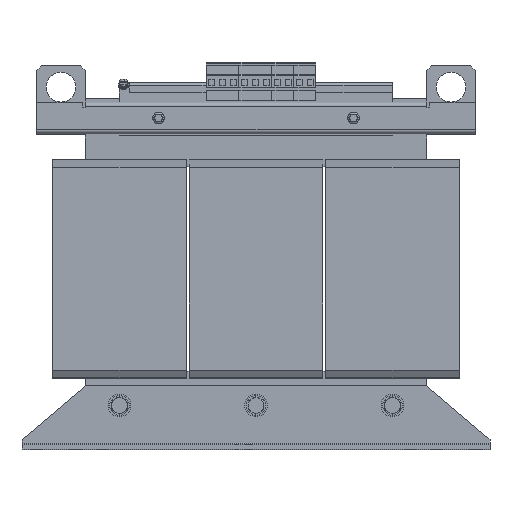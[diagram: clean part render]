
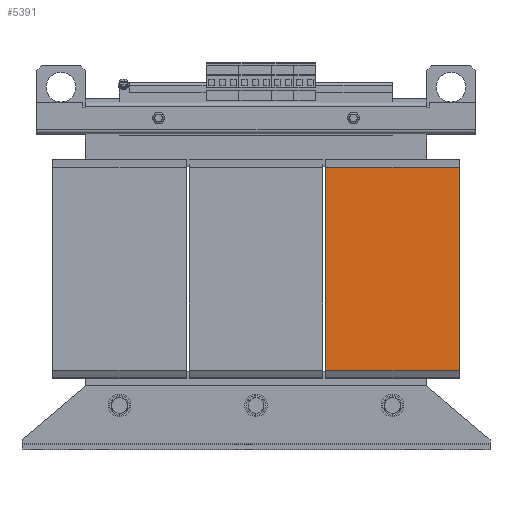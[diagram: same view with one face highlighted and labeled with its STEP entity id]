
A CAD part, top view. The second image highlights one B-rep face of the part: STEP entity #5391.
In plain terms, the highlighted planar face has unit normal (0, 0, 1).
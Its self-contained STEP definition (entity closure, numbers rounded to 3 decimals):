
#921 = VECTOR ( 'NONE', #1152, 1000. ) ;
#1008 = DIRECTION ( 'NONE',  ( 0., 0., -1. ) ) ;
#1152 = DIRECTION ( 'NONE',  ( -1., 0., 0. ) ) ;
#1153 = VERTEX_POINT ( 'NONE', #23565 ) ;
#1261 = VERTEX_POINT ( 'NONE', #2799 ) ;
#1488 = AXIS2_PLACEMENT_3D ( 'NONE', #14567, #1008, #20341 ) ;
#1819 = CARTESIAN_POINT ( 'NONE',  ( 208.5, 104., 70. ) ) ;
#1906 = LINE ( 'NONE', #2839, #21911 ) ;
#2799 = CARTESIAN_POINT ( 'NONE',  ( 71.5, -104., 70. ) ) ;
#2839 = CARTESIAN_POINT ( 'NONE',  ( 71.5, 104., 70. ) ) ;
#5391 = ADVANCED_FACE ( 'Defeature ausgef�hrt5_51', ( #18035 ), #10683, .F. ) ;
#5879 = EDGE_CURVE ( 'Defeature ausgef�hrt5_55+Defeature ausgef�hrt5_51+Defeature ausgef�hrt5_50+Defeature ausgef�hrt5_52', #11354, #14318, #21300, .T. ) ;
#6427 = VECTOR ( 'NONE', #12340, 1000. ) ;
#6963 = CARTESIAN_POINT ( 'NONE',  ( 208.5, -104., 70. ) ) ;
#7052 = ORIENTED_EDGE ( 'NONE', *, *, #12732, .T. ) ;
#8425 = CARTESIAN_POINT ( 'NONE',  ( 208.5, 104., 70. ) ) ;
#10290 = CARTESIAN_POINT ( 'NONE',  ( 208.5, 104., 70. ) ) ;
#10683 = PLANE ( 'NONE',  #1488 ) ;
#11354 = VERTEX_POINT ( 'NONE', #10290 ) ;
#12340 = DIRECTION ( 'NONE',  ( 0., -1., 0. ) ) ;
#12732 = EDGE_CURVE ( 'Defeature ausgef�hrt5_51+Defeature ausgef�hrt5_56+Defeature ausgef�hrt5_50+Defeature ausgef�hrt5_52', #1153, #1261, #1906, .T. ) ;
#14062 = CARTESIAN_POINT ( 'NONE',  ( 208.5, -104., 70. ) ) ;
#14318 = VERTEX_POINT ( 'NONE', #14062 ) ;
#14412 = LINE ( 'NONE', #1819, #24102 ) ;
#14567 = CARTESIAN_POINT ( 'NONE',  ( 208.5, 104., 70. ) ) ;
#15997 = ORIENTED_EDGE ( 'NONE', *, *, #22308, .F. ) ;
#18035 = FACE_OUTER_BOUND ( 'NONE', #20770, .T. ) ;
#20341 = DIRECTION ( 'NONE',  ( 0., 1., 0. ) ) ;
#20770 = EDGE_LOOP ( 'NONE', ( #7052, #15997, #22319, #23487 ) ) ;
#21300 = LINE ( 'NONE', #8425, #6427 ) ;
#21911 = VECTOR ( 'NONE', #24178, 1000. ) ;
#22308 = EDGE_CURVE ( 'Defeature ausgef�hrt5_52+Defeature ausgef�hrt5_51+Defeature ausgef�hrt5_55+Defeature ausgef�hrt5_56', #14318, #1261, #22412, .T. ) ;
#22319 = ORIENTED_EDGE ( 'NONE', *, *, #5879, .F. ) ;
#22412 = LINE ( 'NONE', #6963, #921 ) ;
#23332 = DIRECTION ( 'NONE',  ( -1., 0., 0. ) ) ;
#23487 = ORIENTED_EDGE ( 'NONE', *, *, #24723, .T. ) ;
#23565 = CARTESIAN_POINT ( 'NONE',  ( 71.5, 104., 70. ) ) ;
#24102 = VECTOR ( 'NONE', #23332, 1000. ) ;
#24178 = DIRECTION ( 'NONE',  ( 0., -1., 0. ) ) ;
#24723 = EDGE_CURVE ( 'Defeature ausgef�hrt5_51+Defeature ausgef�hrt5_50+Defeature ausgef�hrt5_55+Defeature ausgef�hrt5_56', #11354, #1153, #14412, .T. ) ;
